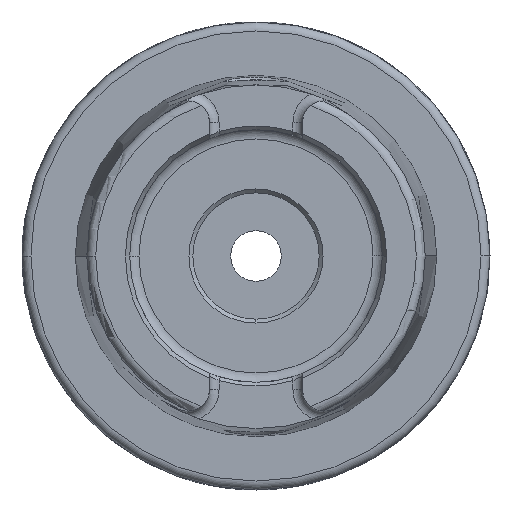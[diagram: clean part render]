
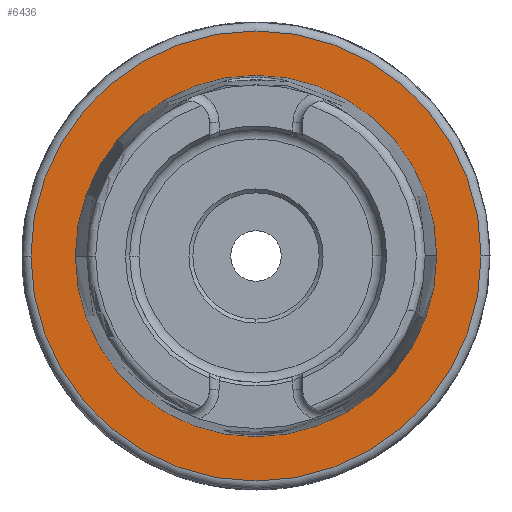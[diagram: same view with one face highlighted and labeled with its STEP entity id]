
A CAD part, left-side view. The second image highlights one B-rep face of the part: STEP entity #6436.
In plain terms, the highlighted planar face has unit normal (-1, 0, 0).
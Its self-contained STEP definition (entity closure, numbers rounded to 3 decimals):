
#660 = AXIS2_PLACEMENT_3D ( 'NONE', #5408, #881, #4908 ) ;
#682 = CARTESIAN_POINT ( 'NONE',  ( 0., -24.321, 0. ) ) ;
#881 = DIRECTION ( 'NONE',  ( -1., 0., 0. ) ) ;
#1060 = CARTESIAN_POINT ( 'NONE',  ( 0., 0., 0. ) ) ;
#1495 = AXIS2_PLACEMENT_3D ( 'NONE', #1805, #3313, #4848 ) ;
#1805 = CARTESIAN_POINT ( 'NONE',  ( 0., 0., 0. ) ) ;
#1813 = CARTESIAN_POINT ( 'NONE',  ( 0., 30.3, 0. ) ) ;
#1933 = CIRCLE ( 'NONE', #1495, 30.3 ) ;
#2050 = VERTEX_POINT ( 'NONE', #2642 ) ;
#2057 = CARTESIAN_POINT ( 'NONE',  ( 0., 0., 0. ) ) ;
#2150 = VERTEX_POINT ( 'NONE', #1813 ) ;
#2315 = EDGE_LOOP ( 'NONE', ( #2900, #6506 ) ) ;
#2333 = VERTEX_POINT ( 'NONE', #682 ) ;
#2642 = CARTESIAN_POINT ( 'NONE',  ( 0., -30.3, 0. ) ) ;
#2736 = ORIENTED_EDGE ( 'NONE', *, *, #4600, .T. ) ;
#2887 = EDGE_LOOP ( 'NONE', ( #2736, #3755 ) ) ;
#2900 = ORIENTED_EDGE ( 'NONE', *, *, #5013, .F. ) ;
#3046 = DIRECTION ( 'NONE',  ( 0., 1., 0. ) ) ;
#3110 = DIRECTION ( 'NONE',  ( 1., 0., 0. ) ) ;
#3313 = DIRECTION ( 'NONE',  ( 1., 0., 0. ) ) ;
#3396 = CIRCLE ( 'NONE', #3558, 30.3 ) ;
#3493 = CIRCLE ( 'NONE', #4457, 24.321 ) ;
#3558 = AXIS2_PLACEMENT_3D ( 'NONE', #2057, #5199, #4667 ) ;
#3601 = CARTESIAN_POINT ( 'NONE',  ( 0., 0., 0. ) ) ;
#3755 = ORIENTED_EDGE ( 'NONE', *, *, #4605, .T. ) ;
#3905 = VERTEX_POINT ( 'NONE', #5483 ) ;
#4340 = FACE_BOUND ( 'NONE', #2887, .T. ) ;
#4457 = AXIS2_PLACEMENT_3D ( 'NONE', #1060, #3110, #4657 ) ;
#4600 = EDGE_CURVE ( 'NONE', #3905, #2333, #6278, .T. ) ;
#4605 = EDGE_CURVE ( 'NONE', #2333, #3905, #3493, .T. ) ;
#4657 = DIRECTION ( 'NONE',  ( 0., 1., 0. ) ) ;
#4667 = DIRECTION ( 'NONE',  ( 0., 1., 0. ) ) ;
#4848 = DIRECTION ( 'NONE',  ( 0., 1., 0. ) ) ;
#4908 = DIRECTION ( 'NONE',  ( 0., -1., 0. ) ) ;
#5013 = EDGE_CURVE ( 'NONE', #2150, #2050, #3396, .T. ) ;
#5199 = DIRECTION ( 'NONE',  ( 1., 0., 0. ) ) ;
#5408 = CARTESIAN_POINT ( 'NONE',  ( 0., 24.321, 0. ) ) ;
#5483 = CARTESIAN_POINT ( 'NONE',  ( 0., 24.321, 0. ) ) ;
#5592 = DIRECTION ( 'NONE',  ( 1., 0., 0. ) ) ;
#5734 = EDGE_CURVE ( 'NONE', #2050, #2150, #1933, .T. ) ;
#5740 = AXIS2_PLACEMENT_3D ( 'NONE', #3601, #5592, #3046 ) ;
#5918 = FACE_OUTER_BOUND ( 'NONE', #2315, .T. ) ;
#6278 = CIRCLE ( 'NONE', #5740, 24.321 ) ;
#6382 = PLANE ( 'NONE',  #660 ) ;
#6436 = ADVANCED_FACE ( 'NONE', ( #4340, #5918 ), #6382, .T. ) ;
#6506 = ORIENTED_EDGE ( 'NONE', *, *, #5734, .F. ) ;
